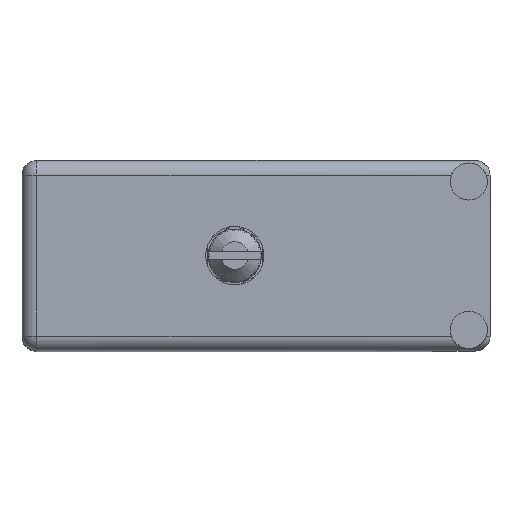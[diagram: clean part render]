
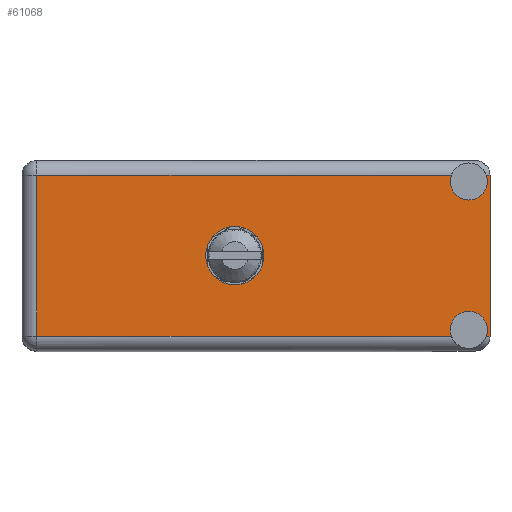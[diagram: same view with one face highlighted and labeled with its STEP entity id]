
A CAD part, top view. The second image highlights one B-rep face of the part: STEP entity #61068.
In plain terms, the highlighted face is planar.
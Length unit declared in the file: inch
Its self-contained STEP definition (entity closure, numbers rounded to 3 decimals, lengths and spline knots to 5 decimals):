
#924 = DIRECTION ( 'NONE',  ( 0., 0., 1. ) ) ;
#1017 = AXIS2_PLACEMENT_3D ( 'NONE', #97762, #81546, #105621 ) ;
#2210 = DIRECTION ( 'NONE',  ( 0., 0., 1. ) ) ;
#3807 = ORIENTED_EDGE ( 'NONE', *, *, #25455, .F. ) ;
#4170 = EDGE_CURVE ( 'NONE', #16915, #58927, #52108, .T. ) ;
#4212 = VERTEX_POINT ( 'NONE', #84990 ) ;
#4292 = EDGE_CURVE ( 'NONE', #84756, #89696, #19882, .T. ) ;
#4500 = AXIS2_PLACEMENT_3D ( 'NONE', #12194, #45353, #29156 ) ;
#4744 = VECTOR ( 'NONE', #11766, 39.37008 ) ;
#8311 = AXIS2_PLACEMENT_3D ( 'NONE', #94909, #62571, #54665 ) ;
#9536 = CARTESIAN_POINT ( 'NONE',  ( 0.07, 1.566, -0.07 ) ) ;
#10439 = EDGE_CURVE ( 'NONE', #29234, #58927, #82222, .T. ) ;
#11766 = DIRECTION ( 'NONE',  ( -1., 0., 0. ) ) ;
#12194 = CARTESIAN_POINT ( 'NONE',  ( 0., 1.566, -0.899 ) ) ;
#15127 = EDGE_CURVE ( 'NONE', #83406, #64838, #100649, .T. ) ;
#15443 = FACE_OUTER_BOUND ( 'NONE', #62869, .T. ) ;
#15757 = CARTESIAN_POINT ( 'NONE',  ( 1.004, 1.566, -0.4495 ) ) ;
#16915 = VERTEX_POINT ( 'NONE', #56166 ) ;
#17244 = ORIENTED_EDGE ( 'NONE', *, *, #83570, .F. ) ;
#17954 = CARTESIAN_POINT ( 'NONE',  ( 2.19038, 1.566, -0.07 ) ) ;
#19084 = EDGE_CURVE ( 'NONE', #4212, #30690, #44676, .T. ) ;
#19823 = PLANE ( 'NONE',  #4500 ) ;
#19882 = LINE ( 'NONE', #93642, #21253 ) ;
#20585 = CARTESIAN_POINT ( 'NONE',  ( 2.02562, 1.566, -0.07 ) ) ;
#21253 = VECTOR ( 'NONE', #28217, 39.37008 ) ;
#21379 = CARTESIAN_POINT ( 'NONE',  ( 2.108, 1.566, -0.0995 ) ) ;
#22359 = DIRECTION ( 'NONE',  ( -1., 0., 0. ) ) ;
#24058 = DIRECTION ( 'NONE',  ( 0., 1., 0. ) ) ;
#24503 = VECTOR ( 'NONE', #56041, 39.37008 ) ;
#24560 = ORIENTED_EDGE ( 'NONE', *, *, #19084, .T. ) ;
#25455 = EDGE_CURVE ( 'NONE', #4212, #83406, #58445, .T. ) ;
#26041 = ORIENTED_EDGE ( 'NONE', *, *, #83714, .F. ) ;
#28217 = DIRECTION ( 'NONE',  ( 1., 0., 0. ) ) ;
#28283 = VECTOR ( 'NONE', #89634, 39.37008 ) ;
#29156 = DIRECTION ( 'NONE',  ( 0., 0., 1. ) ) ;
#29234 = VERTEX_POINT ( 'NONE', #17954 ) ;
#29726 = DIRECTION ( 'NONE',  ( 0., 0., 1. ) ) ;
#29996 = DIRECTION ( 'NONE',  ( 0., 1., 0. ) ) ;
#30690 = VERTEX_POINT ( 'NONE', #62206 ) ;
#34752 = AXIS2_PLACEMENT_3D ( 'NONE', #99421, #67428, #2210 ) ;
#35040 = ORIENTED_EDGE ( 'NONE', *, *, #15127, .F. ) ;
#38831 = CARTESIAN_POINT ( 'NONE',  ( 0.07, 1.566, -0.899 ) ) ;
#39864 = LINE ( 'NONE', #44622, #53971 ) ;
#43728 = CARTESIAN_POINT ( 'NONE',  ( 2.108, 1.566, -0.187 ) ) ;
#44622 = CARTESIAN_POINT ( 'NONE',  ( 0., 1.566, -0.829 ) ) ;
#44676 = LINE ( 'NONE', #94168, #4744 ) ;
#45353 = DIRECTION ( 'NONE',  ( 0., 1., 0. ) ) ;
#46650 = CARTESIAN_POINT ( 'NONE',  ( 2.208, 1.566, 0. ) ) ;
#47393 = EDGE_CURVE ( 'NONE', #30690, #84756, #81095, .T. ) ;
#48695 = CARTESIAN_POINT ( 'NONE',  ( 2.208, 1.566, -0.07 ) ) ;
#49365 = VERTEX_POINT ( 'NONE', #83421 ) ;
#50148 = VERTEX_POINT ( 'NONE', #59408 ) ;
#50344 = DIRECTION ( 'NONE',  ( 0., 1., 0. ) ) ;
#51464 = EDGE_CURVE ( 'NONE', #29234, #104477, #56090, .T. ) ;
#52108 = LINE ( 'NONE', #46650, #76546 ) ;
#53542 = EDGE_CURVE ( 'NONE', #104477, #89696, #87943, .T. ) ;
#53971 = VECTOR ( 'NONE', #22359, 39.37008 ) ;
#54665 = DIRECTION ( 'NONE',  ( 0., 0., 1. ) ) ;
#55781 = CARTESIAN_POINT ( 'NONE',  ( 2.19038, 1.566, -0.829 ) ) ;
#56041 = DIRECTION ( 'NONE',  ( 0., 0., 1. ) ) ;
#56090 = CIRCLE ( 'NONE', #91579, 0.0875 ) ;
#56166 = CARTESIAN_POINT ( 'NONE',  ( 2.208, 1.566, -0.829 ) ) ;
#57390 = AXIS2_PLACEMENT_3D ( 'NONE', #15757, #24058, #66119 ) ;
#58445 = CIRCLE ( 'NONE', #34752, 0.0875 ) ;
#58927 = VERTEX_POINT ( 'NONE', #72388 ) ;
#59408 = CARTESIAN_POINT ( 'NONE',  ( 1.004, 1.566, -0.587 ) ) ;
#60112 = ORIENTED_EDGE ( 'NONE', *, *, #4292, .T. ) ;
#61068 = ADVANCED_FACE ( 'NONE', ( #91341, #15443 ), #19823, .T. ) ;
#62206 = CARTESIAN_POINT ( 'NONE',  ( 0.07, 1.566, -0.829 ) ) ;
#62356 = EDGE_CURVE ( 'NONE', #16915, #64838, #39864, .T. ) ;
#62571 = DIRECTION ( 'NONE',  ( 0., 1., 0. ) ) ;
#62869 = EDGE_LOOP ( 'NONE', ( #60112, #103225, #94442, #67963, #91242, #76430, #35040, #3807, #24560, #88440 ) ) ;
#64838 = VERTEX_POINT ( 'NONE', #55781 ) ;
#66119 = DIRECTION ( 'NONE',  ( 0., 0., 1. ) ) ;
#67428 = DIRECTION ( 'NONE',  ( 0., 1., 0. ) ) ;
#67963 = ORIENTED_EDGE ( 'NONE', *, *, #10439, .T. ) ;
#68649 = CIRCLE ( 'NONE', #8311, 0.1375 ) ;
#72388 = CARTESIAN_POINT ( 'NONE',  ( 2.208, 1.566, -0.07 ) ) ;
#74908 = CIRCLE ( 'NONE', #57390, 0.1375 ) ;
#76430 = ORIENTED_EDGE ( 'NONE', *, *, #62356, .T. ) ;
#76546 = VECTOR ( 'NONE', #29726, 39.37008 ) ;
#76555 = CARTESIAN_POINT ( 'NONE',  ( 2.108, 1.566, -0.0995 ) ) ;
#79959 = DIRECTION ( 'NONE',  ( 0., 0., 1. ) ) ;
#81095 = LINE ( 'NONE', #38831, #24503 ) ;
#81546 = DIRECTION ( 'NONE',  ( 0., 1., 0. ) ) ;
#82222 = LINE ( 'NONE', #48695, #28283 ) ;
#83406 = VERTEX_POINT ( 'NONE', #97069 ) ;
#83421 = CARTESIAN_POINT ( 'NONE',  ( 1.004, 1.566, -0.312 ) ) ;
#83570 = EDGE_CURVE ( 'NONE', #50148, #49365, #68649, .T. ) ;
#83666 = EDGE_LOOP ( 'NONE', ( #26041, #17244 ) ) ;
#83714 = EDGE_CURVE ( 'NONE', #49365, #50148, #74908, .T. ) ;
#84756 = VERTEX_POINT ( 'NONE', #9536 ) ;
#84990 = CARTESIAN_POINT ( 'NONE',  ( 2.02562, 1.566, -0.829 ) ) ;
#87943 = CIRCLE ( 'NONE', #95472, 0.0875 ) ;
#88440 = ORIENTED_EDGE ( 'NONE', *, *, #47393, .T. ) ;
#89634 = DIRECTION ( 'NONE',  ( 1., 0., 0. ) ) ;
#89696 = VERTEX_POINT ( 'NONE', #20585 ) ;
#91242 = ORIENTED_EDGE ( 'NONE', *, *, #4170, .F. ) ;
#91341 = FACE_BOUND ( 'NONE', #83666, .T. ) ;
#91579 = AXIS2_PLACEMENT_3D ( 'NONE', #76555, #50344, #924 ) ;
#93642 = CARTESIAN_POINT ( 'NONE',  ( 2.208, 1.566, -0.07 ) ) ;
#94168 = CARTESIAN_POINT ( 'NONE',  ( 0., 1.566, -0.829 ) ) ;
#94442 = ORIENTED_EDGE ( 'NONE', *, *, #51464, .F. ) ;
#94909 = CARTESIAN_POINT ( 'NONE',  ( 1.004, 1.566, -0.4495 ) ) ;
#95472 = AXIS2_PLACEMENT_3D ( 'NONE', #21379, #29996, #79959 ) ;
#97069 = CARTESIAN_POINT ( 'NONE',  ( 2.108, 1.566, -0.712 ) ) ;
#97762 = CARTESIAN_POINT ( 'NONE',  ( 2.108, 1.566, -0.7995 ) ) ;
#99421 = CARTESIAN_POINT ( 'NONE',  ( 2.108, 1.566, -0.7995 ) ) ;
#100649 = CIRCLE ( 'NONE', #1017, 0.0875 ) ;
#103225 = ORIENTED_EDGE ( 'NONE', *, *, #53542, .F. ) ;
#104477 = VERTEX_POINT ( 'NONE', #43728 ) ;
#105621 = DIRECTION ( 'NONE',  ( 0., 0., 1. ) ) ;
